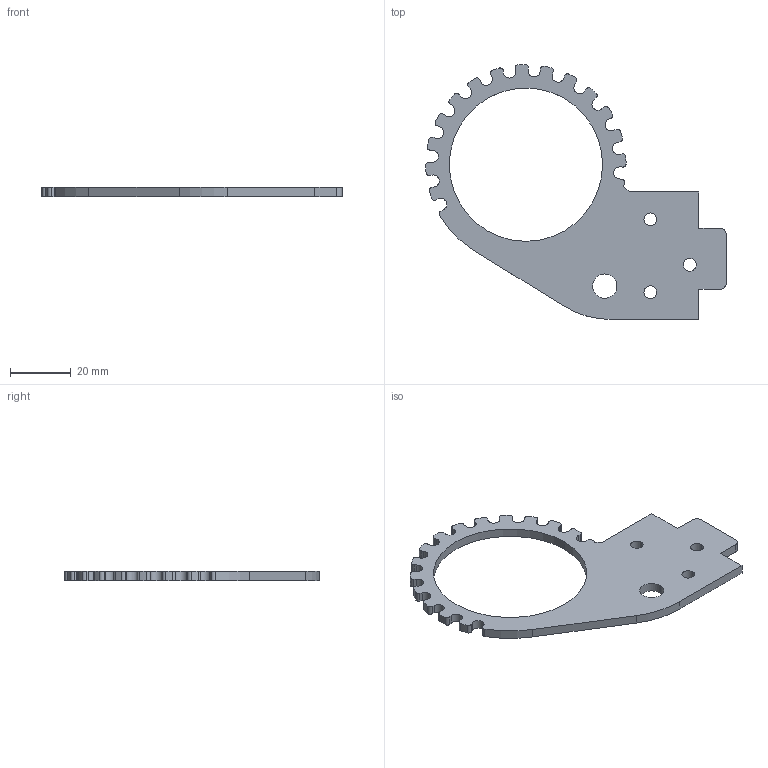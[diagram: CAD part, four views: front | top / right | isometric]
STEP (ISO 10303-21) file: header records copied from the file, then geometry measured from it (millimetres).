
FILE_DESCRIPTION((''),'2;1');
FILE_NAME('OBMP-ELB-P3-1321','2023-10-11T17:15:54',('ccha425'),('Department of Mechanical Engineering, The University of Auckland'),'CREO PARAMETRIC BY PTC INC, 2017260','CREO PARAMETRIC BY PTC INC, 2017260','');
FILE_SCHEMA(('CONFIG_CONTROL_DESIGN'));
Length unit declared in the file: millimetre
Products named in the file (1): OBMP-ELB-P3-1321
Bounding box: 99 x 84 x 3 mm (x, y, z)
Volume: 9085.8 mm3; surface area: 7884.7 mm2
Topology: 1 solids, 1 shells, 115 faces, 339 edges, 226 vertices
Faces by surface type: cylinder 74, plane 41
Entity records: 3959 total; most frequent: DIRECTION 717, CARTESIAN_POINT 680, ORIENTED_EDGE 678, EDGE_CURVE 339, AXIS2_PLACEMENT_3D 263, VERTEX_POINT 226, VECTOR 191, LINE 191
